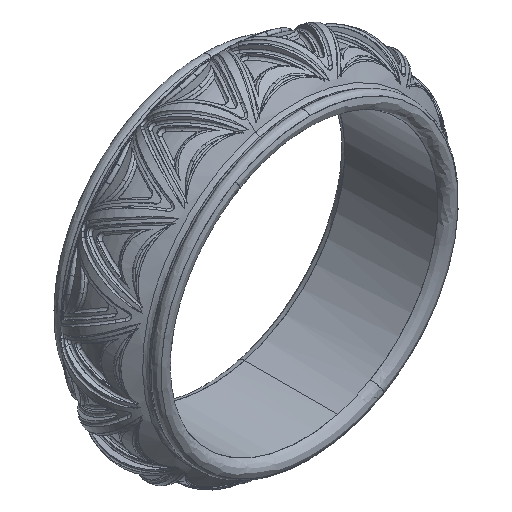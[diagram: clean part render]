
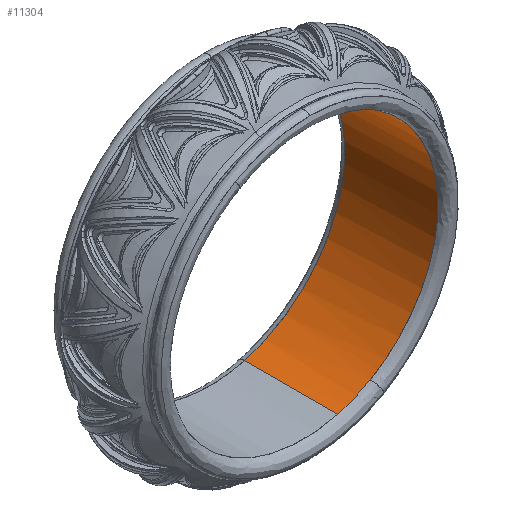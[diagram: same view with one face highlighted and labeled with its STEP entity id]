
A CAD part, isometric view. The second image highlights one B-rep face of the part: STEP entity #11304.
In plain terms, the highlighted free-form (B-spline) face has degree [2, 1] with [5, 2] control points.
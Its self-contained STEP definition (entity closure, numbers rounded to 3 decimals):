
#11304 = ADVANCED_FACE('',(#11305),#11349,.T.);
#11305 = FACE_BOUND('',#11306,.T.);
#11306 = EDGE_LOOP('',(#11307,#11316,#11326,#11333,#11341));
#11307 = ORIENTED_EDGE('',*,*,#11308,.F.);
#11308 = EDGE_CURVE('',#11309,#11311,#11313,.T.);
#11309 = VERTEX_POINT('',#11310);
#11310 = CARTESIAN_POINT('',(-4.033,5.356,
    15.05));
#11311 = VERTEX_POINT('',#11312);
#11312 = CARTESIAN_POINT('',(-4.033,-5.356,
    15.05));
#11313 = B_SPLINE_CURVE_WITH_KNOTS('',1,(#11314,#11315),.UNSPECIFIED.,
  .F.,.F.,(2,2),(0.,11.),.PIECEWISE_BEZIER_KNOTS.);
#11314 = CARTESIAN_POINT('',(-4.033,5.356,
    15.05));
#11315 = CARTESIAN_POINT('',(-4.033,-5.356,
    15.05));
#11316 = ORIENTED_EDGE('',*,*,#11317,.F.);
#11317 = EDGE_CURVE('',#11318,#11309,#11320,.T.);
#11318 = VERTEX_POINT('',#11319);
#11319 = CARTESIAN_POINT('',(4.033,5.356,
    -15.05));
#11320 = ( BOUNDED_CURVE() B_SPLINE_CURVE(2,(#11321,#11322,#11323,#11324
,#11325),.UNSPECIFIED.,.F.,.F.) B_SPLINE_CURVE_WITH_KNOTS((3,2,3),(0.,
1.571,3.142),.PIECEWISE_BEZIER_KNOTS.) CURVE() 
GEOMETRIC_REPRESENTATION_ITEM() RATIONAL_B_SPLINE_CURVE((1.,
0.707,1.,0.707,1.)) REPRESENTATION_ITEM('') );
#11321 = CARTESIAN_POINT('',(4.033,5.356,
    -15.05));
#11322 = CARTESIAN_POINT('',(19.083,5.356,
    -11.018));
#11323 = CARTESIAN_POINT('',(15.05,5.356,
    4.033));
#11324 = CARTESIAN_POINT('',(11.018,5.356,
    19.083));
#11325 = CARTESIAN_POINT('',(-4.033,5.356,
    15.05));
#11326 = ORIENTED_EDGE('',*,*,#11327,.F.);
#11327 = EDGE_CURVE('',#11328,#11318,#11330,.T.);
#11328 = VERTEX_POINT('',#11329);
#11329 = CARTESIAN_POINT('',(4.033,-5.356,
    -15.05));
#11330 = B_SPLINE_CURVE_WITH_KNOTS('',1,(#11331,#11332),.UNSPECIFIED.,
  .F.,.F.,(2,2),(0.,11.),.PIECEWISE_BEZIER_KNOTS.);
#11331 = CARTESIAN_POINT('',(4.033,-5.356,
    -15.05));
#11332 = CARTESIAN_POINT('',(4.033,5.356,
    -15.05));
#11333 = ORIENTED_EDGE('',*,*,#11334,.F.);
#11334 = EDGE_CURVE('',#11335,#11328,#11337,.T.);
#11335 = VERTEX_POINT('',#11336);
#11336 = CARTESIAN_POINT('',(7.791,-5.356,
    -13.494));
#11337 = ( BOUNDED_CURVE() B_SPLINE_CURVE(2,(#11338,#11339,#11340),
.UNSPECIFIED.,.F.,.F.) B_SPLINE_CURVE_WITH_KNOTS((3,3),(0.,
0.262),.PIECEWISE_BEZIER_KNOTS.) CURVE() 
GEOMETRIC_REPRESENTATION_ITEM() RATIONAL_B_SPLINE_CURVE((1.,
0.991,1.)) REPRESENTATION_ITEM('') );
#11338 = CARTESIAN_POINT('',(7.791,-5.356,
    -13.494));
#11339 = CARTESIAN_POINT('',(6.014,-5.356,
    -14.519));
#11340 = CARTESIAN_POINT('',(4.033,-5.356,
    -15.05));
#11341 = ORIENTED_EDGE('',*,*,#11342,.F.);
#11342 = EDGE_CURVE('',#11311,#11335,#11343,.T.);
#11343 = ( BOUNDED_CURVE() B_SPLINE_CURVE(2,(#11344,#11345,#11346,#11347
,#11348),.UNSPECIFIED.,.F.,.F.) B_SPLINE_CURVE_WITH_KNOTS((3,2,3),(0.,
1.44,2.88),.PIECEWISE_BEZIER_KNOTS.) CURVE() 
GEOMETRIC_REPRESENTATION_ITEM() RATIONAL_B_SPLINE_CURVE((1.,
0.752,1.,0.752,1.)) REPRESENTATION_ITEM('') );
#11344 = CARTESIAN_POINT('',(-4.033,-5.356,
    15.05));
#11345 = CARTESIAN_POINT('',(9.166,-5.356,
    18.587));
#11346 = CARTESIAN_POINT('',(14.395,-5.356,
    5.963));
#11347 = CARTESIAN_POINT('',(19.624,-5.356,
    -6.662));
#11348 = CARTESIAN_POINT('',(7.791,-5.356,
    -13.494));
#11349 = ( BOUNDED_SURFACE() B_SPLINE_SURFACE(2,1,(
    (#11350,#11351)
    ,(#11352,#11353)
    ,(#11354,#11355)
    ,(#11356,#11357)
    ,(#11358,#11359
)),.UNSPECIFIED.,.F.,.F.,.F.) B_SPLINE_SURFACE_WITH_KNOTS((3,2,3),(2,2),
  (3.142,4.712,6.283),(0.,11.),
.PIECEWISE_BEZIER_KNOTS.) GEOMETRIC_REPRESENTATION_ITEM() 
RATIONAL_B_SPLINE_SURFACE((
    (1.,1.)
    ,(0.707,0.707)
    ,(1.,1.)
    ,(0.707,0.707)
,(1.,1.))) REPRESENTATION_ITEM('') SURFACE() );
#11350 = CARTESIAN_POINT('',(-4.033,5.356,
    15.05));
#11351 = CARTESIAN_POINT('',(-4.033,-5.356,
    15.05));
#11352 = CARTESIAN_POINT('',(11.018,5.356,
    19.083));
#11353 = CARTESIAN_POINT('',(11.018,-5.356,
    19.083));
#11354 = CARTESIAN_POINT('',(15.05,5.356,
    4.033));
#11355 = CARTESIAN_POINT('',(15.05,-5.356,
    4.033));
#11356 = CARTESIAN_POINT('',(19.083,5.356,
    -11.018));
#11357 = CARTESIAN_POINT('',(19.083,-5.356,
    -11.018));
#11358 = CARTESIAN_POINT('',(4.033,5.356,
    -15.05));
#11359 = CARTESIAN_POINT('',(4.033,-5.356,
    -15.05));
